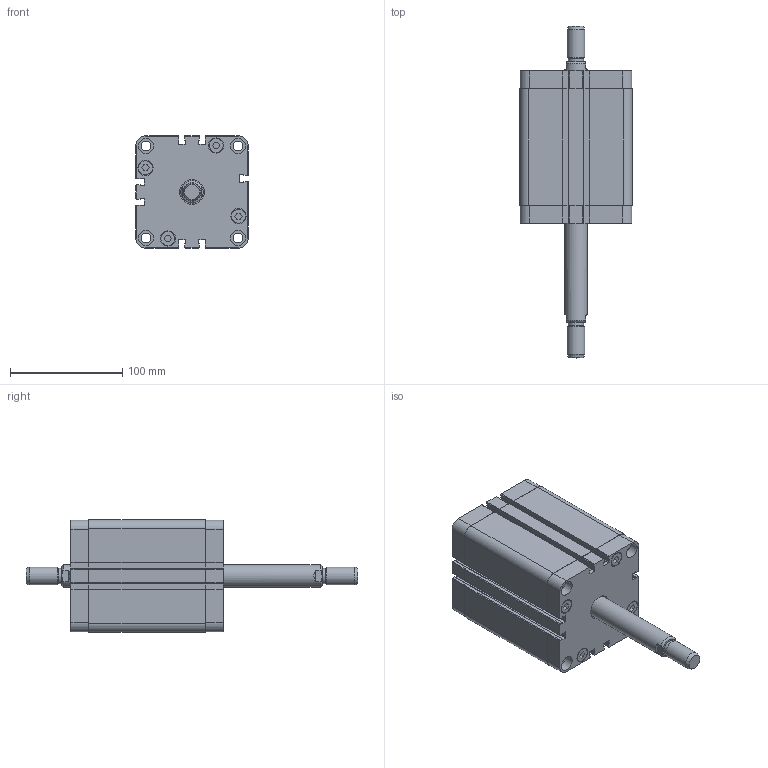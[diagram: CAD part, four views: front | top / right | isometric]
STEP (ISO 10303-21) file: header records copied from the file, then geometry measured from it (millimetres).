
FILE_DESCRIPTION((''),'2;1');
FILE_NAME('ADMP080.080.GS.M.stp','2011-08-25T12:25:50',('Administrator'),(''),'Autodesk Inventor 2012','Autodesk Inventor 2012','');
FILE_SCHEMA(('AUTOMOTIVE_DESIGN { 1 0 10303 214 1 1 1 1 }'));
Length unit declared in the file: millimetre
Products named in the file (1): ADMP080.080.GS.M
Bounding box: 100 x 296 x 100 mm (x, y, z)
Volume: 1308397.8 mm3; surface area: 116198.4 mm2
Topology: 1 solids, 1 shells, 384 faces, 1018 edges, 676 vertices
Faces by surface type: plane 222, cylinder 156, cone 4, torus 2
Full cylindrical faces by diameter (mm): 8.376 x4, 8.566 x2, 12.5 x8, 13.5 x18, 16 x2, 20 x2, 22 x2
Entity records: 12231 total; most frequent: CARTESIAN_POINT 2115, DIRECTION 2060, ORIENTED_EDGE 1944, EDGE_CURVE 972, AXIS2_PLACEMENT_3D 707, VERTEX_POINT 674, VECTOR 646, LINE 646
